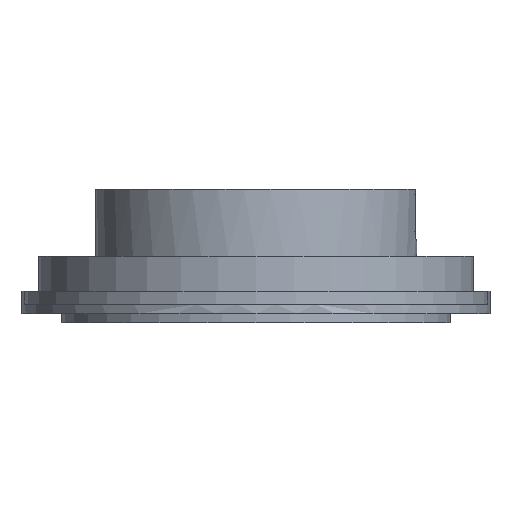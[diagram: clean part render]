
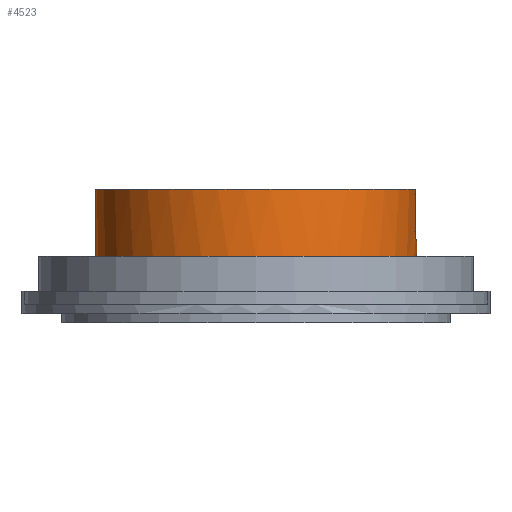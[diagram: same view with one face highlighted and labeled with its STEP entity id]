
A CAD part, front view. The second image highlights one B-rep face of the part: STEP entity #4523.
In plain terms, the highlighted cylindrical face has radius 12.002 mm (diameter 24.003 mm), a partial arc.
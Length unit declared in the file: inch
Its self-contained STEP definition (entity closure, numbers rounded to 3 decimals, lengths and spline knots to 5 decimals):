
#111 = DIRECTION ( 'NONE',  ( 0., 0., -1. ) ) ;
#112 = CARTESIAN_POINT ( 'NONE',  ( 0.4725, 0., 0.3 ) ) ;
#113 = LINE ( 'NONE', #112, #5228 ) ;
#551 = AXIS2_PLACEMENT_3D ( 'NONE', #5754, #5881, #5669 ) ;
#686 = AXIS2_PLACEMENT_3D ( 'NONE', #4784, #4777, #4781 ) ;
#717 = AXIS2_PLACEMENT_3D ( 'NONE', #5592, #5590, #5587 ) ;
#909 = EDGE_LOOP ( 'NONE', ( #2313, #2429, #2405, #2130, #2046, #2083, #2433, #2179 ) ) ;
#1117 = VERTEX_POINT ( 'NONE', #1705 ) ;
#1171 = VERTEX_POINT ( 'NONE', #2528 ) ;
#1173 = VERTEX_POINT ( 'NONE', #1830 ) ;
#1183 = VERTEX_POINT ( 'NONE', #2416 ) ;
#1255 = VERTEX_POINT ( 'NONE', #1671 ) ;
#1391 = VERTEX_POINT ( 'NONE', #2381 ) ;
#1445 = VERTEX_POINT ( 'NONE', #1865 ) ;
#1502 = VERTEX_POINT ( 'NONE', #2216 ) ;
#1661 = CARTESIAN_POINT ( 'NONE',  ( 0.46867, -0.06, 0.175 ) ) ;
#1663 = CARTESIAN_POINT ( 'NONE',  ( 0.46904, -0.05727, 0.1619 ) ) ;
#1664 = CARTESIAN_POINT ( 'NONE',  ( 0.46982, -0.05035, 0.155 ) ) ;
#1665 = CARTESIAN_POINT ( 'NONE',  ( 0.47068, -0.04153, 0.15065 ) ) ;
#1666 = CARTESIAN_POINT ( 'NONE',  ( 0.47011, -0.04758, 0.15315 ) ) ;
#1667 = CARTESIAN_POINT ( 'NONE',  ( 0.46867, -0.06, 0.16838 ) ) ;
#1671 = CARTESIAN_POINT ( 'NONE',  ( 0.4712, -0.035, 0.15 ) ) ;
#1705 = CARTESIAN_POINT ( 'NONE',  ( -0.4725, 0., 0.103 ) ) ;
#1830 = CARTESIAN_POINT ( 'NONE',  ( 0.46748, -0.06866, 0.3 ) ) ;
#1865 = CARTESIAN_POINT ( 'NONE',  ( -0.4725, 0., 0.3 ) ) ;
#2046 = ORIENTED_EDGE ( 'NONE', *, *, #4064, .T. ) ;
#2083 = ORIENTED_EDGE ( 'NONE', *, *, #4270, .F. ) ;
#2130 = ORIENTED_EDGE ( 'NONE', *, *, #4376, .F. ) ;
#2179 = ORIENTED_EDGE ( 'NONE', *, *, #4151, .T. ) ;
#2216 = CARTESIAN_POINT ( 'NONE',  ( 0.4725, 0., 0.15 ) ) ;
#2313 = ORIENTED_EDGE ( 'NONE', *, *, #4411, .F. ) ;
#2381 = CARTESIAN_POINT ( 'NONE',  ( 0.4725, 0., 0.103 ) ) ;
#2405 = ORIENTED_EDGE ( 'NONE', *, *, #4314, .T. ) ;
#2416 = CARTESIAN_POINT ( 'NONE',  ( 0.46867, -0.06, 0.175 ) ) ;
#2429 = ORIENTED_EDGE ( 'NONE', *, *, #4189, .F. ) ;
#2433 = ORIENTED_EDGE ( 'NONE', *, *, #4425, .T. ) ;
#2528 = CARTESIAN_POINT ( 'NONE',  ( 0.46867, -0.06, 0.285 ) ) ;
#2708 = DIRECTION ( 'NONE',  ( 0., 0., -1. ) ) ;
#2709 = CARTESIAN_POINT ( 'NONE',  ( 0.46867, -0.06, 0.3 ) ) ;
#2710 = LINE ( 'NONE', #2709, #5254 ) ;
#2954 = B_SPLINE_CURVE_WITH_KNOTS ( 'NONE', 3,
 ( #2985, #2984, #1665, #1666, #1664, #1663, #1667, #1661 ),
 .UNSPECIFIED., .F., .F.,
 ( 4, 2, 2, 4 ),
 ( 0., 0.00025, 0.0005, 0.00099 ),
 .UNSPECIFIED. ) ;
#2962 =( BOUNDED_CURVE ( )  B_SPLINE_CURVE ( 3, ( #3236, #3319, #3355, #3503 ),
 .UNSPECIFIED., .F., .F. ) 
 B_SPLINE_CURVE_WITH_KNOTS ( ( 4, 4 ),
 ( 1.69812, 1.71663 ),
 .UNSPECIFIED. ) 
 CURVE ( )  GEOMETRIC_REPRESENTATION_ITEM ( )  RATIONAL_B_SPLINE_CURVE ( ( 1., 1., 1., 1. ) ) 
 REPRESENTATION_ITEM ( '' )  );
#2984 = CARTESIAN_POINT ( 'NONE',  ( 0.47096, -0.0383, 0.15 ) ) ;
#2985 = CARTESIAN_POINT ( 'NONE',  ( 0.4712, -0.035, 0.15 ) ) ;
#3236 = CARTESIAN_POINT ( 'NONE',  ( 0.46867, -0.06, 0.285 ) ) ;
#3319 = CARTESIAN_POINT ( 'NONE',  ( 0.4683, -0.06289, 0.29001 ) ) ;
#3355 = CARTESIAN_POINT ( 'NONE',  ( 0.46791, -0.06578, 0.29501 ) ) ;
#3503 = CARTESIAN_POINT ( 'NONE',  ( 0.46748, -0.06866, 0.3 ) ) ;
#3957 = DIRECTION ( 'NONE',  ( 0., 0., -1. ) ) ;
#3958 = CARTESIAN_POINT ( 'NONE',  ( -0.4725, 0., 0.3 ) ) ;
#3959 = LINE ( 'NONE', #3958, #5341 ) ;
#4064 = EDGE_CURVE ( 'NONE', #1171, #1173, #2962, .T. ) ;
#4151 = EDGE_CURVE ( 'NONE', #1117, #1391, #4601, .T. ) ;
#4189 = EDGE_CURVE ( 'NONE', #1255, #1502, #4609, .T. ) ;
#4270 = EDGE_CURVE ( 'NONE', #1445, #1173, #4621, .T. ) ;
#4314 = EDGE_CURVE ( 'NONE', #1255, #1183, #2954, .T. ) ;
#4376 = EDGE_CURVE ( 'NONE', #1171, #1183, #2710, .T. ) ;
#4411 = EDGE_CURVE ( 'NONE', #1502, #1391, #113, .T. ) ;
#4425 = EDGE_CURVE ( 'NONE', #1445, #1117, #3959, .T. ) ;
#4523 = ADVANCED_FACE ( 'NONE', ( #5481 ), #5434, .T. ) ;
#4601 = CIRCLE ( 'NONE', #717, 0.4725 ) ;
#4609 = CIRCLE ( 'NONE', #551, 0.4725 ) ;
#4621 = CIRCLE ( 'NONE', #686, 0.4725 ) ;
#4777 = DIRECTION ( 'NONE',  ( 0., 0., 1. ) ) ;
#4781 = DIRECTION ( 'NONE',  ( 1., 0., 0. ) ) ;
#4784 = CARTESIAN_POINT ( 'NONE',  ( 0., 0., 0.3 ) ) ;
#5228 = VECTOR ( 'NONE', #111, 39.37008 ) ;
#5254 = VECTOR ( 'NONE', #2708, 39.37008 ) ;
#5341 = VECTOR ( 'NONE', #3957, 39.37008 ) ;
#5396 = AXIS2_PLACEMENT_3D ( 'NONE', #6504, #6505, #6506 ) ;
#5434 = CYLINDRICAL_SURFACE ( 'NONE', #5396, 0.4725 ) ;
#5481 = FACE_OUTER_BOUND ( 'NONE', #909, .T. ) ;
#5587 = DIRECTION ( 'NONE',  ( 1., 0., 0. ) ) ;
#5590 = DIRECTION ( 'NONE',  ( 0., 0., 1. ) ) ;
#5592 = CARTESIAN_POINT ( 'NONE',  ( 0., 0., 0.103 ) ) ;
#5669 = DIRECTION ( 'NONE',  ( 1., 0., 0. ) ) ;
#5754 = CARTESIAN_POINT ( 'NONE',  ( 0., 0., 0.15 ) ) ;
#5881 = DIRECTION ( 'NONE',  ( 0., 0., 1. ) ) ;
#6504 = CARTESIAN_POINT ( 'NONE',  ( 0., 0., 0.3 ) ) ;
#6505 = DIRECTION ( 'NONE',  ( 0., 0., -1. ) ) ;
#6506 = DIRECTION ( 'NONE',  ( -1., 0., 0. ) ) ;
